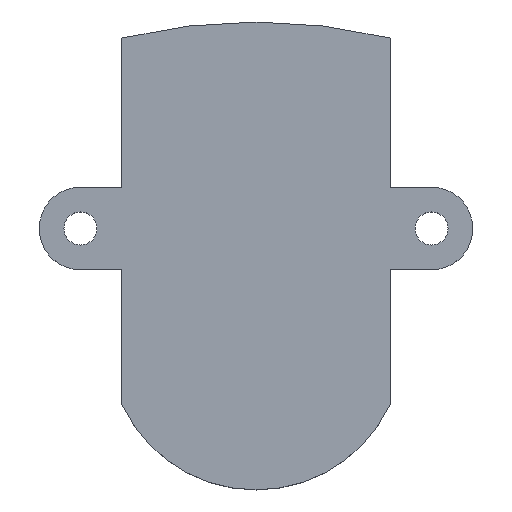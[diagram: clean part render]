
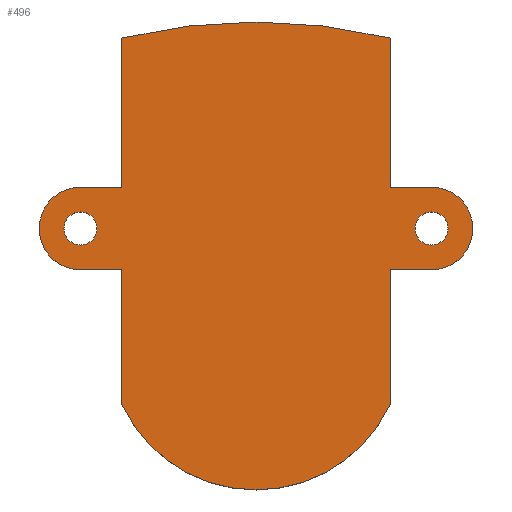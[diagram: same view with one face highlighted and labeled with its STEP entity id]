
A CAD part, top view. The second image highlights one B-rep face of the part: STEP entity #496.
In plain terms, the highlighted planar face has unit normal (0, 0, 1).
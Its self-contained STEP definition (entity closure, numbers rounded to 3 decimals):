
#25=FACE_BOUND('',#94,.T.);
#26=FACE_BOUND('',#95,.T.);
#31=CIRCLE('',#526,1.6);
#32=CIRCLE('',#528,4.);
#35=CIRCLE('',#535,1.6);
#36=CIRCLE('',#539,4.);
#39=CIRCLE('',#545,14.318);
#40=CIRCLE('',#548,55.);
#65=FACE_OUTER_BOUND('',#93,.T.);
#93=EDGE_LOOP('',(#440,#441,#442,#443,#444,#445,#446,#447,#448,#449,#450,
#451));
#94=EDGE_LOOP('',(#452));
#95=EDGE_LOOP('',(#453));
#123=LINE('',#748,#177);
#127=LINE('',#756,#181);
#132=LINE('',#774,#186);
#134=LINE('',#777,#188);
#137=LINE('',#789,#191);
#141=LINE('',#798,#195);
#148=LINE('',#819,#202);
#149=LINE('',#820,#203);
#177=VECTOR('',#605,10.);
#181=VECTOR('',#609,10.);
#186=VECTOR('',#628,10.);
#188=VECTOR('',#632,10.);
#191=VECTOR('',#645,10.);
#195=VECTOR('',#651,10.);
#202=VECTOR('',#676,10.);
#203=VECTOR('',#677,10.);
#225=VERTEX_POINT('',#745);
#226=VERTEX_POINT('',#747);
#229=VERTEX_POINT('',#753);
#230=VERTEX_POINT('',#755);
#232=VERTEX_POINT('',#761);
#233=VERTEX_POINT('',#765);
#234=VERTEX_POINT('',#766);
#238=VERTEX_POINT('',#783);
#239=VERTEX_POINT('',#787);
#240=VERTEX_POINT('',#788);
#243=VERTEX_POINT('',#796);
#244=VERTEX_POINT('',#797);
#248=VERTEX_POINT('',#813);
#249=VERTEX_POINT('',#817);
#280=EDGE_CURVE('',#226,#225,#123,.T.);
#284=EDGE_CURVE('',#230,#229,#127,.T.);
#288=EDGE_CURVE('',#232,#232,#31,.T.);
#289=EDGE_CURVE('',#233,#234,#32,.T.);
#293=EDGE_CURVE('',#234,#226,#132,.T.);
#295=EDGE_CURVE('',#229,#233,#134,.T.);
#299=EDGE_CURVE('',#238,#238,#35,.T.);
#300=EDGE_CURVE('',#239,#240,#137,.T.);
#304=EDGE_CURVE('',#243,#244,#141,.T.);
#308=EDGE_CURVE('',#243,#240,#36,.T.);
#312=EDGE_CURVE('',#248,#225,#39,.T.);
#315=EDGE_CURVE('',#239,#249,#148,.T.);
#316=EDGE_CURVE('',#248,#244,#149,.T.);
#317=EDGE_CURVE('',#230,#249,#40,.T.);
#440=ORIENTED_EDGE('',*,*,#317,.F.);
#441=ORIENTED_EDGE('',*,*,#284,.T.);
#442=ORIENTED_EDGE('',*,*,#295,.T.);
#443=ORIENTED_EDGE('',*,*,#289,.T.);
#444=ORIENTED_EDGE('',*,*,#293,.T.);
#445=ORIENTED_EDGE('',*,*,#280,.T.);
#446=ORIENTED_EDGE('',*,*,#312,.F.);
#447=ORIENTED_EDGE('',*,*,#316,.T.);
#448=ORIENTED_EDGE('',*,*,#304,.F.);
#449=ORIENTED_EDGE('',*,*,#308,.T.);
#450=ORIENTED_EDGE('',*,*,#300,.F.);
#451=ORIENTED_EDGE('',*,*,#315,.T.);
#452=ORIENTED_EDGE('',*,*,#288,.T.);
#453=ORIENTED_EDGE('',*,*,#299,.T.);
#471=PLANE('',#549);
#496=ADVANCED_FACE('',(#65,#25,#26),#471,.F.);
#526=AXIS2_PLACEMENT_3D('',#763,#616,#617);
#528=AXIS2_PLACEMENT_3D('',#767,#620,#621);
#535=AXIS2_PLACEMENT_3D('',#785,#641,#642);
#539=AXIS2_PLACEMENT_3D('',#805,#657,#658);
#545=AXIS2_PLACEMENT_3D('',#814,#670,#671);
#548=AXIS2_PLACEMENT_3D('',#822,#680,#681);
#549=AXIS2_PLACEMENT_3D('',#823,#682,#683);
#605=DIRECTION('',(0.,-1.,0.));
#609=DIRECTION('',(0.,-1.,0.));
#616=DIRECTION('center_axis',(0.,0.,-1.));
#617=DIRECTION('ref_axis',(-1.,0.,0.));
#620=DIRECTION('center_axis',(0.,0.,1.));
#621=DIRECTION('ref_axis',(-1.,0.,0.));
#628=DIRECTION('',(1.,0.,0.));
#632=DIRECTION('',(-1.,0.,0.));
#641=DIRECTION('center_axis',(0.,0.,-1.));
#642=DIRECTION('ref_axis',(-1.,0.,0.));
#645=DIRECTION('',(1.,0.,0.));
#651=DIRECTION('',(-1.,0.,0.));
#657=DIRECTION('center_axis',(0.,0.,1.));
#658=DIRECTION('ref_axis',(-1.,0.,0.));
#670=DIRECTION('center_axis',(0.,0.,-1.));
#671=DIRECTION('ref_axis',(0.908,-0.419,0.));
#676=DIRECTION('',(0.,1.,0.));
#677=DIRECTION('',(0.,1.,0.));
#680=DIRECTION('center_axis',(0.,0.,-1.));
#681=DIRECTION('ref_axis',(1.,0.,0.));
#682=DIRECTION('center_axis',(0.,0.,-1.));
#683=DIRECTION('ref_axis',(1.,0.,0.));
#745=CARTESIAN_POINT('',(-13.,18.,140.));
#747=CARTESIAN_POINT('',(-13.,31.,140.));
#748=CARTESIAN_POINT('',(-13.,58.,140.));
#753=CARTESIAN_POINT('',(-13.,39.,140.));
#755=CARTESIAN_POINT('',(-13.,53.442,140.));
#756=CARTESIAN_POINT('',(-13.,58.,140.));
#761=CARTESIAN_POINT('',(-15.4,35.,140.));
#763=CARTESIAN_POINT('Origin',(-17.,35.,140.));
#765=CARTESIAN_POINT('',(-17.,39.,140.));
#766=CARTESIAN_POINT('',(-17.,31.,140.));
#767=CARTESIAN_POINT('Origin',(-17.,35.,140.));
#774=CARTESIAN_POINT('',(-17.,31.,140.));
#777=CARTESIAN_POINT('',(-13.,39.,140.));
#783=CARTESIAN_POINT('',(18.6,35.,140.));
#785=CARTESIAN_POINT('Origin',(17.,35.,140.));
#787=CARTESIAN_POINT('',(13.,39.,140.));
#788=CARTESIAN_POINT('',(17.,39.,140.));
#789=CARTESIAN_POINT('',(13.,39.,140.));
#796=CARTESIAN_POINT('',(17.,31.,140.));
#797=CARTESIAN_POINT('',(13.,31.,140.));
#798=CARTESIAN_POINT('',(17.,31.,140.));
#805=CARTESIAN_POINT('Origin',(17.,35.,140.));
#813=CARTESIAN_POINT('',(13.,18.,140.));
#814=CARTESIAN_POINT('Origin',(0.,24.,140.));
#817=CARTESIAN_POINT('',(13.,53.442,140.));
#819=CARTESIAN_POINT('',(13.,18.,140.));
#820=CARTESIAN_POINT('',(13.,18.,140.));
#822=CARTESIAN_POINT('Origin',(0.,0.,140.));
#823=CARTESIAN_POINT('Origin',(0.,32.341,140.));
